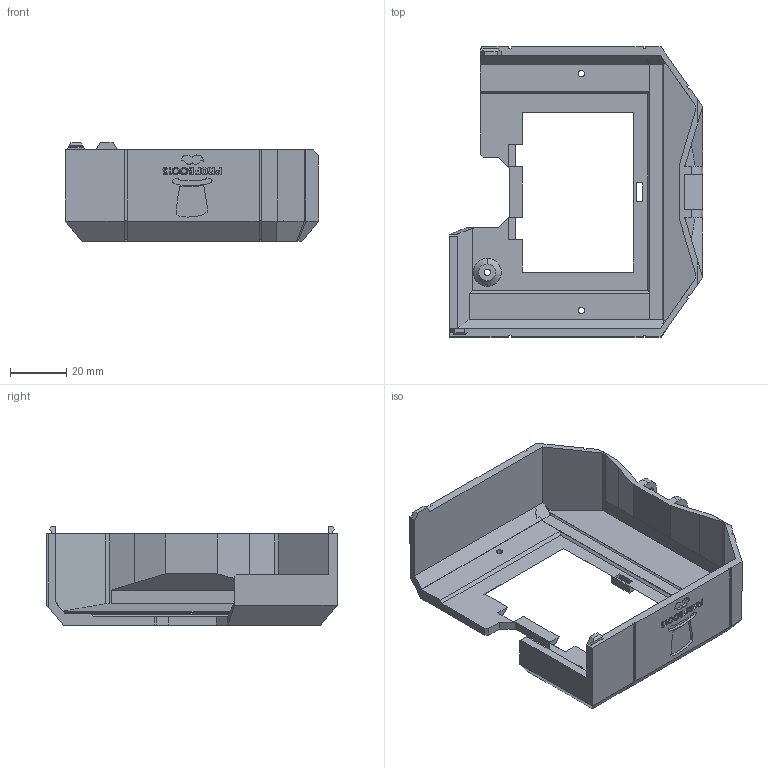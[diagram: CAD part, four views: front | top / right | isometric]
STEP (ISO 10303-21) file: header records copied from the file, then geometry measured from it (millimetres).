
FILE_DESCRIPTION (( 'STEP AP203' ), '1' );
FILE_NAME ('26.) Rear Cover.STEP', '2024-04-05T15:29:02', ( '' ), ( '' ), 'SwSTEP 2.0', 'SolidWorks 2024', '' );
FILE_SCHEMA (( 'CONFIG_CONTROL_DESIGN' ));
Length unit declared in the file: millimetre
Products named in the file (1): 26.) Rear Cover
Bounding box: 90.28 x 103.4 x 35 mm (x, y, z)
Volume: 39106.5 mm3; surface area: 28920.6 mm2
Topology: 1 solids, 1 shells, 572 faces, 1528 edges, 1012 vertices
Faces by surface type: plane 372, bspline 186, cylinder 12, cone 2
Entity records: 26024 total; most frequent: CARTESIAN_POINT 12918, ORIENTED_EDGE 3056, DIRECTION 1946, EDGE_CURVE 1528, VECTOR 1116, LINE 1116, VERTEX_POINT 1012, EDGE_LOOP 640
